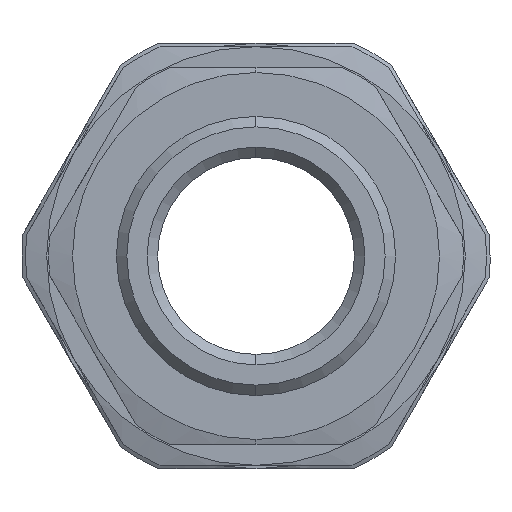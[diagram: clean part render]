
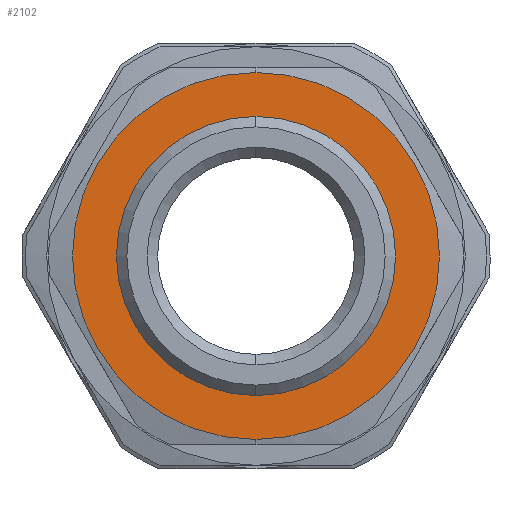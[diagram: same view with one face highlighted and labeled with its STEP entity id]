
A CAD part, left-side view. The second image highlights one B-rep face of the part: STEP entity #2102.
In plain terms, the highlighted planar face has unit normal (-1, 0, 0).
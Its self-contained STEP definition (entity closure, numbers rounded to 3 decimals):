
#46 = VERTEX_POINT ( 'NONE', #1624 ) ;
#56 = ORIENTED_EDGE ( 'NONE', *, *, #3873, .T. ) ;
#191 = CARTESIAN_POINT ( 'NONE',  ( 15.3, 0., 10. ) ) ;
#247 = CIRCLE ( 'NONE', #609, 10. ) ;
#319 = EDGE_CURVE ( 'NONE', #46, #1527, #697, .T. ) ;
#324 = EDGE_CURVE ( 'NONE', #1912, #3400, #1127, .T. ) ;
#331 = EDGE_LOOP ( 'NONE', ( #4524, #2436 ) ) ;
#351 = EDGE_LOOP ( 'NONE', ( #56, #1791 ) ) ;
#437 = CARTESIAN_POINT ( 'NONE',  ( 15.3, 0., 13.15 ) ) ;
#609 = AXIS2_PLACEMENT_3D ( 'NONE', #840, #3615, #1528 ) ;
#697 = CIRCLE ( 'NONE', #821, 13.15 ) ;
#806 = DIRECTION ( 'NONE',  ( 1., 0., 0. ) ) ;
#821 = AXIS2_PLACEMENT_3D ( 'NONE', #2043, #3076, #2348 ) ;
#840 = CARTESIAN_POINT ( 'NONE',  ( 15.3, 0., 0. ) ) ;
#1002 = FACE_BOUND ( 'NONE', #351, .T. ) ;
#1042 = AXIS2_PLACEMENT_3D ( 'NONE', #4482, #3769, #2388 ) ;
#1047 = CIRCLE ( 'NONE', #1056, 13.15 ) ;
#1056 = AXIS2_PLACEMENT_3D ( 'NONE', #1467, #806, #2132 ) ;
#1127 = CIRCLE ( 'NONE', #1042, 10. ) ;
#1341 = AXIS2_PLACEMENT_3D ( 'NONE', #3147, #4228, #2087 ) ;
#1467 = CARTESIAN_POINT ( 'NONE',  ( 15.3, 0., 0. ) ) ;
#1527 = VERTEX_POINT ( 'NONE', #437 ) ;
#1528 = DIRECTION ( 'NONE',  ( 0., 0., -1. ) ) ;
#1624 = CARTESIAN_POINT ( 'NONE',  ( 15.3, 0., -13.15 ) ) ;
#1791 = ORIENTED_EDGE ( 'NONE', *, *, #324, .T. ) ;
#1912 = VERTEX_POINT ( 'NONE', #191 ) ;
#2043 = CARTESIAN_POINT ( 'NONE',  ( 15.3, 0., 0. ) ) ;
#2087 = DIRECTION ( 'NONE',  ( 0., 0., -1. ) ) ;
#2102 = ADVANCED_FACE ( 'NONE', ( #2850, #1002 ), #2811, .F. ) ;
#2132 = DIRECTION ( 'NONE',  ( 0., 0., -1. ) ) ;
#2348 = DIRECTION ( 'NONE',  ( 0., 0., -1. ) ) ;
#2388 = DIRECTION ( 'NONE',  ( 0., 0., -1. ) ) ;
#2436 = ORIENTED_EDGE ( 'NONE', *, *, #3790, .F. ) ;
#2811 = PLANE ( 'NONE',  #1341 ) ;
#2850 = FACE_OUTER_BOUND ( 'NONE', #331, .T. ) ;
#3076 = DIRECTION ( 'NONE',  ( 1., 0., 0. ) ) ;
#3147 = CARTESIAN_POINT ( 'NONE',  ( 15.3, 10., 0. ) ) ;
#3321 = CARTESIAN_POINT ( 'NONE',  ( 15.3, 0., -10. ) ) ;
#3400 = VERTEX_POINT ( 'NONE', #3321 ) ;
#3615 = DIRECTION ( 'NONE',  ( 1., 0., 0. ) ) ;
#3769 = DIRECTION ( 'NONE',  ( 1., 0., 0. ) ) ;
#3790 = EDGE_CURVE ( 'NONE', #1527, #46, #1047, .T. ) ;
#3873 = EDGE_CURVE ( 'NONE', #3400, #1912, #247, .T. ) ;
#4228 = DIRECTION ( 'NONE',  ( 1., 0., 0. ) ) ;
#4482 = CARTESIAN_POINT ( 'NONE',  ( 15.3, 0., 0. ) ) ;
#4524 = ORIENTED_EDGE ( 'NONE', *, *, #319, .F. ) ;
